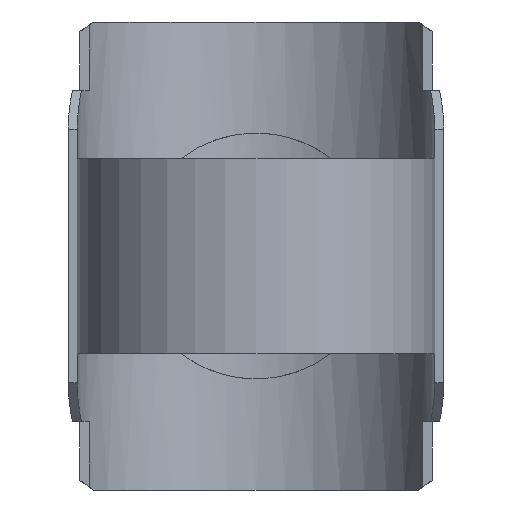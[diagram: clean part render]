
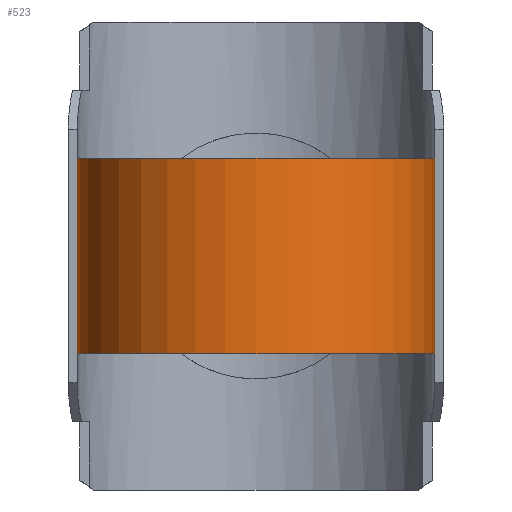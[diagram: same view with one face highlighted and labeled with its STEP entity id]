
A CAD part, front view. The second image highlights one B-rep face of the part: STEP entity #523.
In plain terms, the highlighted cylindrical face has radius 55 mm (diameter 110 mm), a partial arc.
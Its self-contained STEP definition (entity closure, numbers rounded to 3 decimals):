
#239 = VERTEX_POINT( '', #677 );
#251 = EDGE_CURVE( '', #469, #401, #689, .T. );
#291 = VERTEX_POINT( '', #733 );
#355 = EDGE_CURVE( '', #291, #469, #803, .T. );
#401 = VERTEX_POINT( '', #853 );
#469 = VERTEX_POINT( '', #926 );
#499 = EDGE_CURVE( '', #239, #291, #961, .T. );
#523 = ADVANCED_FACE( '', ( #987 ), #988, .T. );
#615 = EDGE_CURVE( '', #239, #401, #1093, .T. );
#677 = CARTESIAN_POINT( '', ( -55., 0., 30. ) );
#689 = LINE( '', #1192, #1193 );
#733 = CARTESIAN_POINT( '', ( -55., 0., -30. ) );
#803 = CIRCLE( '', #1407, 55. );
#853 = CARTESIAN_POINT( '', ( 55., 0., 30. ) );
#926 = CARTESIAN_POINT( '', ( 55., 0., -30. ) );
#961 = LINE( '', #1719, #1720 );
#987 = FACE_OUTER_BOUND( '', #1809, .T. );
#988 = CYLINDRICAL_SURFACE( '', #1810, 55. );
#1093 = CIRCLE( '', #2003, 55. );
#1192 = CARTESIAN_POINT( '', ( 55., 0., 0. ) );
#1193 = VECTOR( '', #2102, 1. );
#1407 = AXIS2_PLACEMENT_3D( '', #2241, #2242, #2243 );
#1719 = CARTESIAN_POINT( '', ( -55., 0., 0. ) );
#1720 = VECTOR( '', #2424, 1. );
#1809 = EDGE_LOOP( '', ( #2451, #2452, #2453, #2454 ) );
#1810 = AXIS2_PLACEMENT_3D( '', #2455, #2456, #2457 );
#2003 = AXIS2_PLACEMENT_3D( '', #2612, #2613, #2614 );
#2102 = DIRECTION( '', ( 0., 0., 1. ) );
#2241 = CARTESIAN_POINT( '', ( 0., 0., -30. ) );
#2242 = DIRECTION( '', ( 0., 0., 1. ) );
#2243 = DIRECTION( '', ( 1., 0., 0. ) );
#2424 = DIRECTION( '', ( 0., 0., -1. ) );
#2451 = ORIENTED_EDGE( '', *, *, #251, .T. );
#2452 = ORIENTED_EDGE( '', *, *, #615, .F. );
#2453 = ORIENTED_EDGE( '', *, *, #499, .T. );
#2454 = ORIENTED_EDGE( '', *, *, #355, .T. );
#2455 = CARTESIAN_POINT( '', ( 0., 0., 30. ) );
#2456 = DIRECTION( '', ( 0., 0., 1. ) );
#2457 = DIRECTION( '', ( 1., 0., 0. ) );
#2612 = CARTESIAN_POINT( '', ( 0., 0., 30. ) );
#2613 = DIRECTION( '', ( 0., 0., 1. ) );
#2614 = DIRECTION( '', ( 1., 0., 0. ) );
